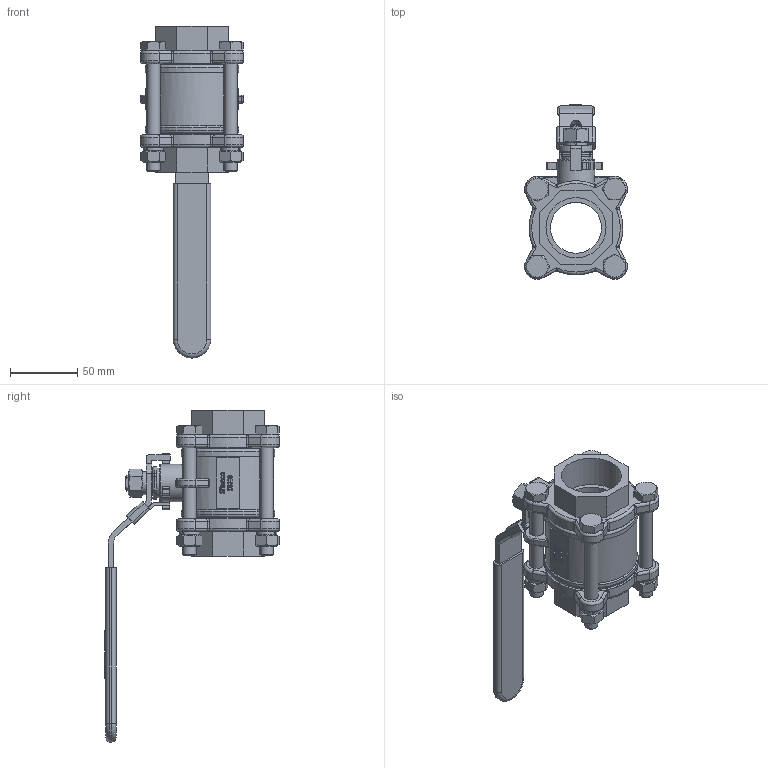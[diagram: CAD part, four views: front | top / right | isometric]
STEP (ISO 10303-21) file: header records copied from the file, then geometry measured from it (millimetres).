
FILE_DESCRIPTION(/* description */ ('790008'),/* implementation_level */ '2;1');
FILE_NAME(/* name */ '790008.stp',/* time_stamp */ '2019-10-01T13:47:07+02:00',/* author */ ('jmorand'),/* organization */ ('Sferaco'),/* preprocessor_version */ 'ST-DEVELOPER v18',/* originating_system */ 'Autodesk Inventor 2020',/* authorisation */ '');
FILE_SCHEMA (('AUTOMOTIVE_DESIGN { 1 0 10303 214 3 1 1 }'));
Length unit declared in the file: millimetre
Products named in the file (1): 790008C_ens_Shrinkwrap_1
Bounding box: 76.62 x 130.31 x 247.5 mm (x, y, z)
Volume: 329122.3 mm3; surface area: 118951.6 mm2
Topology: 22 solids, 22 shells, 1082 faces, 2760 edges, 1768 vertices
Faces by surface type: plane 499, bspline 308, cylinder 181, cone 50, torus 44
Full cylindrical faces by diameter (mm): 7.5 x1, 8.376 x4, 10 x4, 10.106 x1, 10.5 x10, 15 x2, 16 x4, 22 x2, 28 x1, 38 x3, 44.845 x2, 68 x1, 70 x2
Entity records: 37646 total; most frequent: CARTESIAN_POINT 12357, ORIENTED_EDGE 5488, DIRECTION 4117, EDGE_CURVE 2744, VERTEX_POINT 1768, LINE 1443, VECTOR 1443, AXIS2_PLACEMENT_3D 1337
